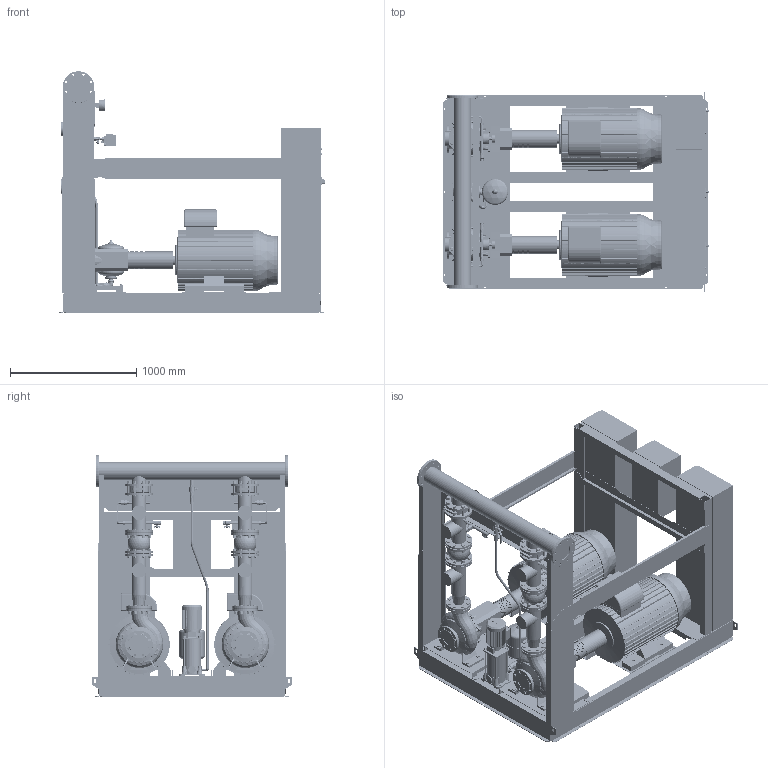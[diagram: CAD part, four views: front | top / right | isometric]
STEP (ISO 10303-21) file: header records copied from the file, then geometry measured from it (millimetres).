
FILE_DESCRIPTION((''),'2;1');
FILE_NAME('3d_Sifire-EN-80_250-235-55_55_1.1EEJ-4183968.stp','2015-05-25T14:42:40',(''),(''),'Mechanical Desktop 2009','Mechanical Desktop 2009',', , ');
FILE_SCHEMA(('CONFIG_CONTROL_DESIGN'));
Length unit declared in the file: millimetre
Products named in the file (1): Product
Bounding box: 2105.5 x 1582 x 1910 mm (x, y, z)
Volume: 781731401.5 mm3; surface area: 41901169.7 mm2
Topology: 319 solids, 319 shells, 7370 faces, 17665 edges, 11103 vertices
Faces by surface type: plane 2534, bspline 2296, cylinder 1466, cone 880, torus 156, sphere 38
Full cylindrical faces by diameter (mm): 277 x2
Entity records: 235712 total; most frequent: CARTESIAN_POINT 76007, ORIENTED_EDGE 35266, DIRECTION 30363, EDGE_CURVE 17633, VERTEX_POINT 11101, AXIS2_PLACEMENT_3D 10830, VECTOR 8703, LINE 8703
